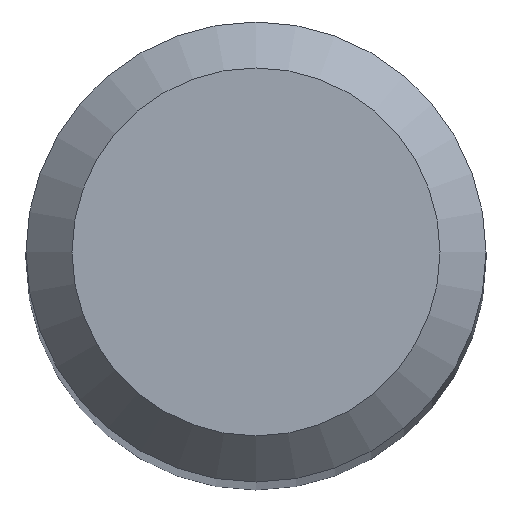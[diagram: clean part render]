
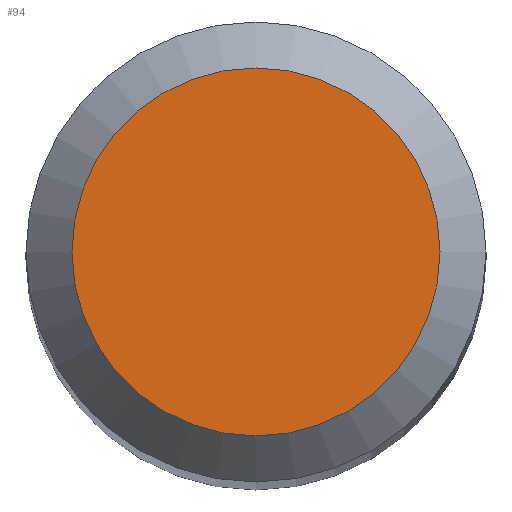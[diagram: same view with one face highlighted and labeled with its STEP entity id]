
A CAD part, top view. The second image highlights one B-rep face of the part: STEP entity #94.
In plain terms, the highlighted planar face has unit normal (0, 0, 1).
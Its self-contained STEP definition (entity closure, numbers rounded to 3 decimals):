
#5 = EDGE_LOOP ( 'NONE', ( #42 ) ) ;
#42 = ORIENTED_EDGE ( 'NONE', *, *, #187, .F. ) ;
#60 = CARTESIAN_POINT ( 'NONE',  ( 0., 1.2, 38. ) ) ;
#64 = CARTESIAN_POINT ( 'NONE',  ( 0., 0., 38. ) ) ;
#74 = VERTEX_POINT ( 'NONE', #60 ) ;
#77 = CIRCLE ( 'NONE', #175, 1.2 ) ;
#85 = FACE_OUTER_BOUND ( 'NONE', #5, .T. ) ;
#94 = ADVANCED_FACE ( 'NONE', ( #85 ), #211, .F. ) ;
#120 = DIRECTION ( 'NONE',  ( 0., 1., 0. ) ) ;
#130 = DIRECTION ( 'NONE',  ( 0., 1., 0. ) ) ;
#146 = AXIS2_PLACEMENT_3D ( 'NONE', #193, #148, #130 ) ;
#148 = DIRECTION ( 'NONE',  ( 0., 0., -1. ) ) ;
#159 = DIRECTION ( 'NONE',  ( 0., 0., -1. ) ) ;
#175 = AXIS2_PLACEMENT_3D ( 'NONE', #64, #159, #120 ) ;
#187 = EDGE_CURVE ( 'NONE', #74, #74, #77, .T. ) ;
#193 = CARTESIAN_POINT ( 'NONE',  ( 0., 0., 38. ) ) ;
#211 = PLANE ( 'NONE',  #146 ) ;
